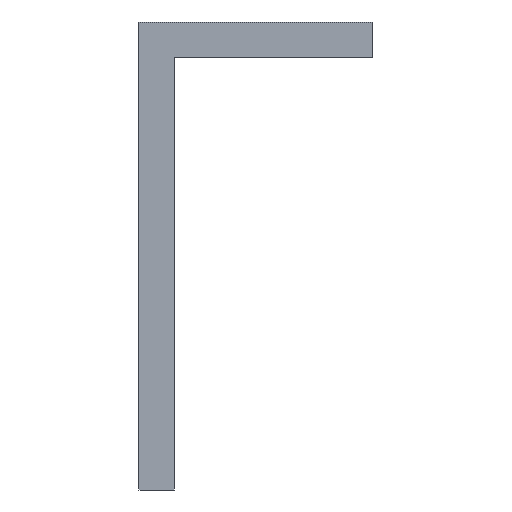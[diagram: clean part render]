
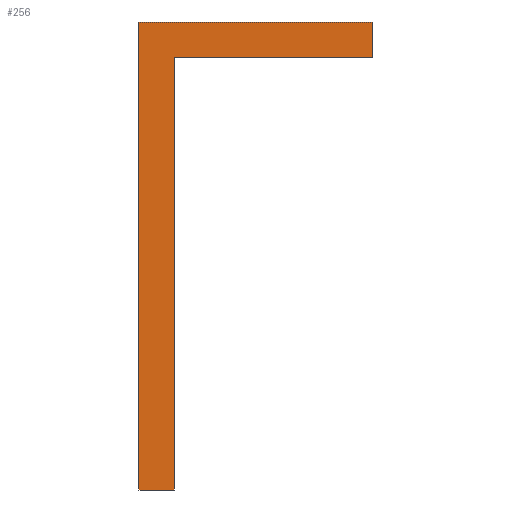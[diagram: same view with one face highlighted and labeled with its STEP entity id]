
A CAD part, front view. The second image highlights one B-rep face of the part: STEP entity #256.
In plain terms, the highlighted planar face has unit normal (0, -1, 0).
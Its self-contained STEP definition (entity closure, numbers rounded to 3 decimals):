
#1 = CARTESIAN_POINT ( 'NONE',  ( 1.5, 0., -1.5 ) ) ;
#9 = VERTEX_POINT ( 'NONE', #47 ) ;
#23 = VERTEX_POINT ( 'NONE', #79 ) ;
#26 = ORIENTED_EDGE ( 'NONE', *, *, #283, .F. ) ;
#28 = VECTOR ( 'NONE', #184, 1000. ) ;
#31 = EDGE_CURVE ( 'NONE', #9, #301, #222, .T. ) ;
#32 = VECTOR ( 'NONE', #249, 1000. ) ;
#44 = ORIENTED_EDGE ( 'NONE', *, *, #170, .F. ) ;
#46 = AXIS2_PLACEMENT_3D ( 'NONE', #298, #188, #119 ) ;
#47 = CARTESIAN_POINT ( 'NONE',  ( 0., 0., -20. ) ) ;
#55 = LINE ( 'NONE', #148, #138 ) ;
#62 = CARTESIAN_POINT ( 'NONE',  ( 1.5, 0., -20. ) ) ;
#66 = ORIENTED_EDGE ( 'NONE', *, *, #100, .F. ) ;
#79 = CARTESIAN_POINT ( 'NONE',  ( 1.5, 0., -1.5 ) ) ;
#80 = DIRECTION ( 'NONE',  ( 0., 0., -1. ) ) ;
#82 = EDGE_CURVE ( 'NONE', #23, #173, #196, .T. ) ;
#84 = CARTESIAN_POINT ( 'NONE',  ( 10., 0., 0. ) ) ;
#94 = EDGE_LOOP ( 'NONE', ( #297, #132, #26, #255, #44, #66 ) ) ;
#100 = EDGE_CURVE ( 'NONE', #157, #261, #55, .T. ) ;
#106 = CARTESIAN_POINT ( 'NONE',  ( 1.5, 0., -20. ) ) ;
#119 = DIRECTION ( 'NONE',  ( 0., 0., -1. ) ) ;
#123 = DIRECTION ( 'NONE',  ( 0., 0., -1. ) ) ;
#132 = ORIENTED_EDGE ( 'NONE', *, *, #31, .F. ) ;
#138 = VECTOR ( 'NONE', #80, 1000. ) ;
#142 = DIRECTION ( 'NONE',  ( -1., 0., 0. ) ) ;
#147 = CARTESIAN_POINT ( 'NONE',  ( 0., 0., 0. ) ) ;
#148 = CARTESIAN_POINT ( 'NONE',  ( 10., 0., -1.5 ) ) ;
#157 = VERTEX_POINT ( 'NONE', #262 ) ;
#158 = LINE ( 'NONE', #1, #172 ) ;
#159 = FACE_OUTER_BOUND ( 'NONE', #94, .T. ) ;
#165 = CARTESIAN_POINT ( 'NONE',  ( 10., 0., -1.5 ) ) ;
#170 = EDGE_CURVE ( 'NONE', #261, #23, #158, .T. ) ;
#172 = VECTOR ( 'NONE', #142, 1000. ) ;
#173 = VERTEX_POINT ( 'NONE', #106 ) ;
#184 = DIRECTION ( 'NONE',  ( -1., 0., 0. ) ) ;
#188 = DIRECTION ( 'NONE',  ( 0., -1., 0. ) ) ;
#191 = DIRECTION ( 'NONE',  ( 0., 0., 1. ) ) ;
#196 = LINE ( 'NONE', #62, #265 ) ;
#219 = LINE ( 'NONE', #225, #28 ) ;
#222 = LINE ( 'NONE', #257, #284 ) ;
#223 = PLANE ( 'NONE',  #46 ) ;
#225 = CARTESIAN_POINT ( 'NONE',  ( 0., 0., -20. ) ) ;
#229 = LINE ( 'NONE', #84, #32 ) ;
#236 = EDGE_CURVE ( 'NONE', #301, #157, #229, .T. ) ;
#249 = DIRECTION ( 'NONE',  ( 1., 0., 0. ) ) ;
#255 = ORIENTED_EDGE ( 'NONE', *, *, #82, .F. ) ;
#256 = ADVANCED_FACE ( 'NONE', ( #159 ), #223, .T. ) ;
#257 = CARTESIAN_POINT ( 'NONE',  ( 0., 0., 0. ) ) ;
#261 = VERTEX_POINT ( 'NONE', #165 ) ;
#262 = CARTESIAN_POINT ( 'NONE',  ( 10., 0., 0. ) ) ;
#265 = VECTOR ( 'NONE', #123, 1000. ) ;
#283 = EDGE_CURVE ( 'NONE', #173, #9, #219, .T. ) ;
#284 = VECTOR ( 'NONE', #191, 1000. ) ;
#297 = ORIENTED_EDGE ( 'NONE', *, *, #236, .F. ) ;
#298 = CARTESIAN_POINT ( 'NONE',  ( 0., 0., 0. ) ) ;
#301 = VERTEX_POINT ( 'NONE', #147 ) ;
